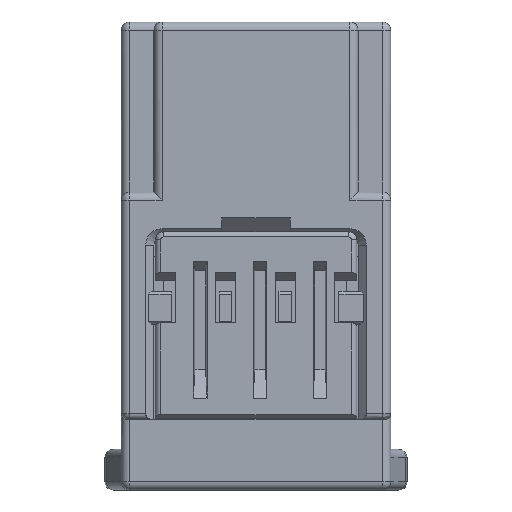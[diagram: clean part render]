
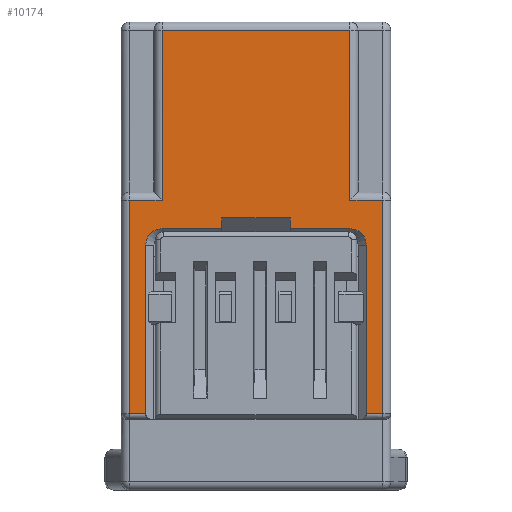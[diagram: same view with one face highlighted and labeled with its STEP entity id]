
A CAD part, front view. The second image highlights one B-rep face of the part: STEP entity #10174.
In plain terms, the highlighted planar face has unit normal (0, -1, 0).
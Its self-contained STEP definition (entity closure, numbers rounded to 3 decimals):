
#1117=DIRECTION('',(0.,0.,-1.));
#1118=VECTOR('',#1117,6.25);
#1119=CARTESIAN_POINT('',(-3.45,-2.7,-0.3));
#1120=LINE('',#1119,#1118);
#1126=DIRECTION('',(1.,0.,0.));
#1127=VECTOR('',#1126,0.6);
#1128=CARTESIAN_POINT('',(-4.65,-2.7,-14.4));
#1129=LINE('',#1128,#1127);
#1130=DIRECTION('',(0.,0.,-1.));
#1131=VECTOR('',#1130,7.85);
#1132=CARTESIAN_POINT('',(-4.65,-2.7,-6.55));
#1133=LINE('',#1132,#1131);
#1134=DIRECTION('',(1.,0.,0.));
#1135=VECTOR('',#1134,1.2);
#1136=CARTESIAN_POINT('',(-4.65,-2.7,-6.55));
#1137=LINE('',#1136,#1135);
#1138=DIRECTION('',(1.,0.,0.));
#1139=VECTOR('',#1138,6.9);
#1140=CARTESIAN_POINT('',(-3.45,-2.7,-0.3));
#1141=LINE('',#1140,#1139);
#1142=DIRECTION('',(1.,0.,0.));
#1143=VECTOR('',#1142,1.2);
#1144=CARTESIAN_POINT('',(3.45,-2.7,-6.55));
#1145=LINE('',#1144,#1143);
#1146=DIRECTION('',(0.,0.,1.));
#1147=VECTOR('',#1146,7.85);
#1148=CARTESIAN_POINT('',(4.65,-2.7,-14.4));
#1149=LINE('',#1148,#1147);
#1150=DIRECTION('',(1.,0.,0.));
#1151=VECTOR('',#1150,0.6);
#1152=CARTESIAN_POINT('',(4.05,-2.7,-14.4));
#1153=LINE('',#1152,#1151);
#1154=CARTESIAN_POINT('',(3.45,-2.7,-8.2));
#1155=DIRECTION('',(0.,-1.,0.));
#1156=DIRECTION('',(1.,0.,0.));
#1157=AXIS2_PLACEMENT_3D('',#1154,#1155,#1156);
#1159=DIRECTION('',(-1.,0.,0.));
#1160=VECTOR('',#1159,2.2);
#1161=CARTESIAN_POINT('',(3.45,-2.7,
-7.6));
#1162=LINE('',#1161,#1160);
#1163=DIRECTION('',(0.,0.,1.));
#1164=VECTOR('',#1163,0.4);
#1165=CARTESIAN_POINT('',(1.25,-2.7,-7.6));
#1166=LINE('',#1165,#1164);
#1167=DIRECTION('',(1.,0.,0.));
#1168=VECTOR('',#1167,2.5);
#1169=CARTESIAN_POINT('',(-1.25,-2.7,-7.2));
#1170=LINE('',#1169,#1168);
#1171=DIRECTION('',(0.,0.,1.));
#1172=VECTOR('',#1171,0.4);
#1173=CARTESIAN_POINT('',(-1.25,-2.7,-7.6));
#1174=LINE('',#1173,#1172);
#1175=DIRECTION('',(1.,0.,0.));
#1176=VECTOR('',#1175,2.2);
#1177=CARTESIAN_POINT('',(-3.45,-2.7,
-7.6));
#1178=LINE('',#1177,#1176);
#1179=CARTESIAN_POINT('',(-3.45,-2.7,-8.2));
#1180=DIRECTION('',(0.,1.,0.));
#1181=DIRECTION('',(-1.,0.,0.));
#1182=AXIS2_PLACEMENT_3D('',#1179,#1180,#1181);
#1184=DIRECTION('',(0.,0.,1.));
#1185=VECTOR('',#1184,6.2);
#1186=CARTESIAN_POINT('',(-4.05,-2.7,-14.4));
#1187=LINE('',#1186,#1185);
#1216=CARTESIAN_POINT('',(-4.05,-2.7,-14.4));
#2799=DIRECTION('',(0.,0.,-1.));
#2800=VECTOR('',#2799,6.2);
#2801=CARTESIAN_POINT('',(4.05,-2.7,
-8.2));
#2802=LINE('',#2801,#2800);
#2808=CARTESIAN_POINT('',(4.05,-2.7,-14.4));
#2910=CARTESIAN_POINT('',(-3.45,-2.7,-6.55));
#5337=DIRECTION('',(0.,0.,1.));
#5338=VECTOR('',#5337,6.25);
#5339=CARTESIAN_POINT('',(3.45,-2.7,-6.55));
#5340=LINE('',#5339,#5338);
#7093=CARTESIAN_POINT('',(3.45,-2.7,-0.3));
#7094=VERTEX_POINT('',#7093);
#7097=CARTESIAN_POINT('',(-3.45,-2.7,-0.3));
#7098=VERTEX_POINT('',#7097);
#7125=VERTEX_POINT('',#2910);
#7126=CARTESIAN_POINT('',(-4.65,-2.7,-6.55));
#7127=VERTEX_POINT('',#7126);
#7138=CARTESIAN_POINT('',(4.65,-2.7,-6.55));
#7139=VERTEX_POINT('',#7138);
#7140=CARTESIAN_POINT('',(3.45,-2.7,-6.55));
#7141=VERTEX_POINT('',#7140);
#7154=CARTESIAN_POINT('',(-1.25,-2.7,-7.2));
#7155=CARTESIAN_POINT('',(1.25,-2.7,-7.2));
#7156=VERTEX_POINT('',#7154);
#7157=VERTEX_POINT('',#7155);
#7260=CARTESIAN_POINT('',(3.45,-2.7,
-7.6));
#7261=CARTESIAN_POINT('',(1.25,-2.7,-7.6));
#7262=VERTEX_POINT('',#7260);
#7263=VERTEX_POINT('',#7261);
#7264=CARTESIAN_POINT('',(-3.45,-2.7,
-7.6));
#7265=CARTESIAN_POINT('',(-1.25,-2.7,-7.6));
#7266=VERTEX_POINT('',#7264);
#7267=VERTEX_POINT('',#7265);
#7268=CARTESIAN_POINT('',(4.05,-2.7,-8.2));
#7269=VERTEX_POINT('',#7268);
#7274=CARTESIAN_POINT('',(-4.05,-2.7,-8.2));
#7275=VERTEX_POINT('',#7274);
#7284=VERTEX_POINT('',#1216);
#7288=CARTESIAN_POINT('',(-4.65,-2.7,-14.4));
#7289=VERTEX_POINT('',#7288);
#7306=CARTESIAN_POINT('',(4.65,-2.7,-14.4));
#7307=VERTEX_POINT('',#7306);
#7311=VERTEX_POINT('',#2808);
#10133=CARTESIAN_POINT('',(0.,-2.7,0.));
#10134=DIRECTION('',(0.,-1.,0.));
#10135=DIRECTION('',(-1.,0.,0.));
#10136=AXIS2_PLACEMENT_3D('',#10133,#10134,#10135);
#10137=PLANE('',#10136);
#10139=ORIENTED_EDGE('',*,*,#10138,.F.);
#10141=ORIENTED_EDGE('',*,*,#10140,.F.);
#10142=ORIENTED_EDGE('',*,*,#10016,.F.);
#10144=ORIENTED_EDGE('',*,*,#10143,.T.);
#10145=ORIENTED_EDGE('',*,*,#10124,.F.);
#10147=ORIENTED_EDGE('',*,*,#10146,.T.);
#10149=ORIENTED_EDGE('',*,*,#10148,.F.);
#10151=ORIENTED_EDGE('',*,*,#10150,.T.);
#10153=ORIENTED_EDGE('',*,*,#10152,.F.);
#10155=ORIENTED_EDGE('',*,*,#10154,.F.);
#10157=ORIENTED_EDGE('',*,*,#10156,.F.);
#10159=ORIENTED_EDGE('',*,*,#10158,.T.);
#10161=ORIENTED_EDGE('',*,*,#10160,.T.);
#10163=ORIENTED_EDGE('',*,*,#10162,.T.);
#10165=ORIENTED_EDGE('',*,*,#10164,.F.);
#10167=ORIENTED_EDGE('',*,*,#10166,.F.);
#10169=ORIENTED_EDGE('',*,*,#10168,.F.);
#10171=ORIENTED_EDGE('',*,*,#10170,.F.);
#10172=EDGE_LOOP('',(#10139,#10141,#10142,#10144,#10145,#10147,#10149,#10151,
#10153,#10155,#10157,#10159,#10161,#10163,#10165,#10167,#10169,#10171));
#10173=FACE_OUTER_BOUND('',#10172,.F.);
#10174=ADVANCED_FACE('',(#10173),#10137,.T.);
#1158=CIRCLE('',#1157,0.6);
#1183=CIRCLE('',#1182,0.6);
#10016=EDGE_CURVE('',#7127,#7289,#1133,.T.);
#10124=EDGE_CURVE('',#7098,#7125,#1120,.T.);
#10138=EDGE_CURVE('',#7284,#7275,#1187,.T.);
#10140=EDGE_CURVE('',#7289,#7284,#1129,.T.);
#10143=EDGE_CURVE('',#7127,#7125,#1137,.T.);
#10146=EDGE_CURVE('',#7098,#7094,#1141,.T.);
#10148=EDGE_CURVE('',#7141,#7094,#5340,.T.);
#10150=EDGE_CURVE('',#7141,#7139,#1145,.T.);
#10152=EDGE_CURVE('',#7307,#7139,#1149,.T.);
#10154=EDGE_CURVE('',#7311,#7307,#1153,.T.);
#10156=EDGE_CURVE('',#7269,#7311,#2802,.T.);
#10158=EDGE_CURVE('',#7269,#7262,#1158,.T.);
#10160=EDGE_CURVE('',#7262,#7263,#1162,.T.);
#10162=EDGE_CURVE('',#7263,#7157,#1166,.T.);
#10164=EDGE_CURVE('',#7156,#7157,#1170,.T.);
#10166=EDGE_CURVE('',#7267,#7156,#1174,.T.);
#10168=EDGE_CURVE('',#7266,#7267,#1178,.T.);
#10170=EDGE_CURVE('',#7275,#7266,#1183,.T.);
